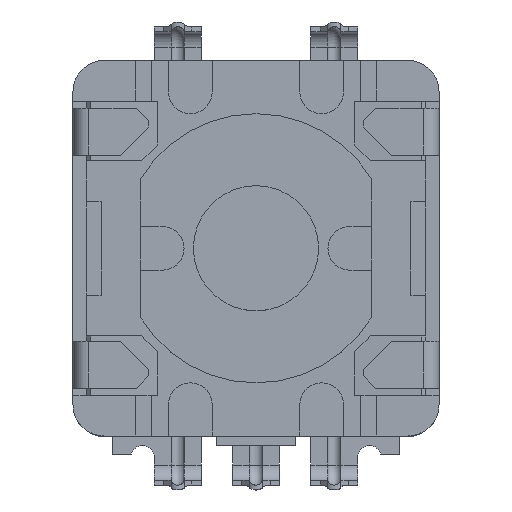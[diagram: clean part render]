
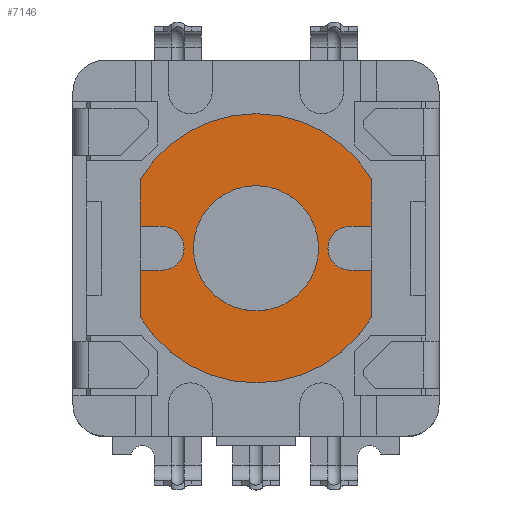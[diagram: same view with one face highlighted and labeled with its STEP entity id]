
A CAD part, top view. The second image highlights one B-rep face of the part: STEP entity #7146.
In plain terms, the highlighted planar face has unit normal (0, 0, 1).
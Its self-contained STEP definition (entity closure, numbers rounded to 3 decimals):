
#22=FACE_BOUND('',#1007,.T.);
#175=CIRCLE('',#7486,0.7);
#185=CIRCLE('',#7519,0.7);
#187=CIRCLE('',#7522,2.);
#216=CIRCLE('',#7659,4.3);
#217=CIRCLE('',#7660,4.3);
#602=FACE_OUTER_BOUND('',#1006,.T.);
#1006=EDGE_LOOP('',(#5361,#5362,#5363,#5364,#5365,#5366,#5367,#5368,#5369,
#5370,#5371,#5372));
#1007=EDGE_LOOP('',(#5373));
#1604=LINE('',#10979,#2462);
#1609=LINE('',#10989,#2467);
#1611=LINE('',#10993,#2469);
#1614=LINE('',#10999,#2472);
#1615=LINE('',#11003,#2473);
#1616=LINE('',#11004,#2474);
#1617=LINE('',#11006,#2475);
#1618=LINE('',#11009,#2476);
#2462=VECTOR('',#8793,1000.);
#2467=VECTOR('',#8802,1000.);
#2469=VECTOR('',#8806,1000.);
#2472=VECTOR('',#8811,1000.);
#2473=VECTOR('',#8814,1000.);
#2474=VECTOR('',#8815,1000.);
#2475=VECTOR('',#8816,1000.);
#2476=VECTOR('',#8819,1000.);
#3061=VERTEX_POINT('',#10176);
#3062=VERTEX_POINT('',#10178);
#3099=VERTEX_POINT('',#10369);
#3100=VERTEX_POINT('',#10371);
#3102=VERTEX_POINT('',#10377);
#3304=VERTEX_POINT('',#10978);
#3307=VERTEX_POINT('',#10988);
#3308=VERTEX_POINT('',#10992);
#3310=VERTEX_POINT('',#10998);
#3311=VERTEX_POINT('',#11000);
#3312=VERTEX_POINT('',#11002);
#3313=VERTEX_POINT('',#11005);
#3314=VERTEX_POINT('',#11007);
#3719=EDGE_CURVE('',#3061,#3062,#175,.T.);
#3775=EDGE_CURVE('',#3099,#3100,#185,.T.);
#3778=EDGE_CURVE('',#3102,#3102,#187,.T.);
#4073=EDGE_CURVE('',#3062,#3304,#1604,.T.);
#4078=EDGE_CURVE('',#3307,#3061,#1609,.T.);
#4080=EDGE_CURVE('',#3308,#3099,#1611,.T.);
#4083=EDGE_CURVE('',#3307,#3310,#1614,.T.);
#4084=EDGE_CURVE('',#3310,#3311,#216,.T.);
#4085=EDGE_CURVE('',#3311,#3312,#1615,.T.);
#4086=EDGE_CURVE('',#3100,#3312,#1616,.T.);
#4087=EDGE_CURVE('',#3308,#3313,#1617,.T.);
#4088=EDGE_CURVE('',#3313,#3314,#217,.T.);
#4089=EDGE_CURVE('',#3314,#3304,#1618,.T.);
#5361=ORIENTED_EDGE('',*,*,#4078,.F.);
#5362=ORIENTED_EDGE('',*,*,#4083,.T.);
#5363=ORIENTED_EDGE('',*,*,#4084,.T.);
#5364=ORIENTED_EDGE('',*,*,#4085,.T.);
#5365=ORIENTED_EDGE('',*,*,#4086,.F.);
#5366=ORIENTED_EDGE('',*,*,#3775,.F.);
#5367=ORIENTED_EDGE('',*,*,#4080,.F.);
#5368=ORIENTED_EDGE('',*,*,#4087,.T.);
#5369=ORIENTED_EDGE('',*,*,#4088,.T.);
#5370=ORIENTED_EDGE('',*,*,#4089,.T.);
#5371=ORIENTED_EDGE('',*,*,#4073,.F.);
#5372=ORIENTED_EDGE('',*,*,#3719,.F.);
#5373=ORIENTED_EDGE('',*,*,#3778,.T.);
#6786=PLANE('',#7658);
#7146=ADVANCED_FACE('',(#602,#22),#6786,.T.);
#7486=AXIS2_PLACEMENT_3D('',#10179,#8156,#8157);
#7519=AXIS2_PLACEMENT_3D('',#10372,#8254,#8255);
#7522=AXIS2_PLACEMENT_3D('',#10378,#8261,#8262);
#7658=AXIS2_PLACEMENT_3D('',#10997,#8809,#8810);
#7659=AXIS2_PLACEMENT_3D('',#11001,#8812,#8813);
#7660=AXIS2_PLACEMENT_3D('',#11008,#8817,#8818);
#8156=DIRECTION('center_axis',(0.,0.,
1.));
#8157=DIRECTION('ref_axis',(1.,0.,0.));
#8254=DIRECTION('center_axis',(0.,0.,
1.));
#8255=DIRECTION('ref_axis',(-1.,0.,0.));
#8261=DIRECTION('center_axis',(0.,0.,
-1.));
#8262=DIRECTION('ref_axis',(1.,0.,0.));
#8793=DIRECTION('',(1.,0.,0.));
#8802=DIRECTION('',(-1.,0.,0.));
#8806=DIRECTION('',(1.,0.,0.));
#8809=DIRECTION('center_axis',(0.,0.,
1.));
#8810=DIRECTION('ref_axis',(0.,-1.,0.));
#8811=DIRECTION('',(0.,1.,0.));
#8812=DIRECTION('center_axis',(0.,0.,
1.));
#8813=DIRECTION('ref_axis',(1.,0.,0.));
#8814=DIRECTION('',(0.,-1.,0.));
#8815=DIRECTION('',(-1.,0.,0.));
#8816=DIRECTION('',(0.,-1.,0.));
#8817=DIRECTION('center_axis',(0.,0.,
1.));
#8818=DIRECTION('ref_axis',(1.,0.,0.));
#8819=DIRECTION('',(0.,1.,0.));
#10176=CARTESIAN_POINT('',(3.,0.7,3.45));
#10178=CARTESIAN_POINT('',(3.,-0.7,3.45));
#10179=CARTESIAN_POINT('Origin',(3.,0.,3.45));
#10369=CARTESIAN_POINT('',(-3.,-0.7,3.45));
#10371=CARTESIAN_POINT('',(-3.,0.7,3.45));
#10372=CARTESIAN_POINT('Origin',(-3.,0.,3.45));
#10377=CARTESIAN_POINT('',(-2.,0.,3.45));
#10378=CARTESIAN_POINT('Origin',(0.,0.,3.45));
#10978=CARTESIAN_POINT('',(3.7,-0.7,3.45));
#10979=CARTESIAN_POINT('',(3.,-0.7,3.45));
#10988=CARTESIAN_POINT('',(3.7,0.7,3.45));
#10989=CARTESIAN_POINT('',(3.,0.7,3.45));
#10992=CARTESIAN_POINT('',(-3.7,-0.7,3.45));
#10993=CARTESIAN_POINT('',(-3.7,-0.7,3.45));
#10997=CARTESIAN_POINT('Origin',(0.,0.,3.45));
#10998=CARTESIAN_POINT('',(3.7,2.191,3.45));
#10999=CARTESIAN_POINT('',(3.7,-2.191,3.45));
#11000=CARTESIAN_POINT('',(-3.7,2.191,3.45));
#11001=CARTESIAN_POINT('Origin',(0.,0.,3.45));
#11002=CARTESIAN_POINT('',(-3.7,0.7,3.45));
#11003=CARTESIAN_POINT('',(-3.7,2.191,3.45));
#11004=CARTESIAN_POINT('',(-3.7,0.7,3.45));
#11005=CARTESIAN_POINT('',(-3.7,-2.191,3.45));
#11006=CARTESIAN_POINT('',(-3.7,2.191,3.45));
#11007=CARTESIAN_POINT('',(3.7,-2.191,3.45));
#11008=CARTESIAN_POINT('Origin',(0.,0.,3.45));
#11009=CARTESIAN_POINT('',(3.7,-2.191,3.45));
